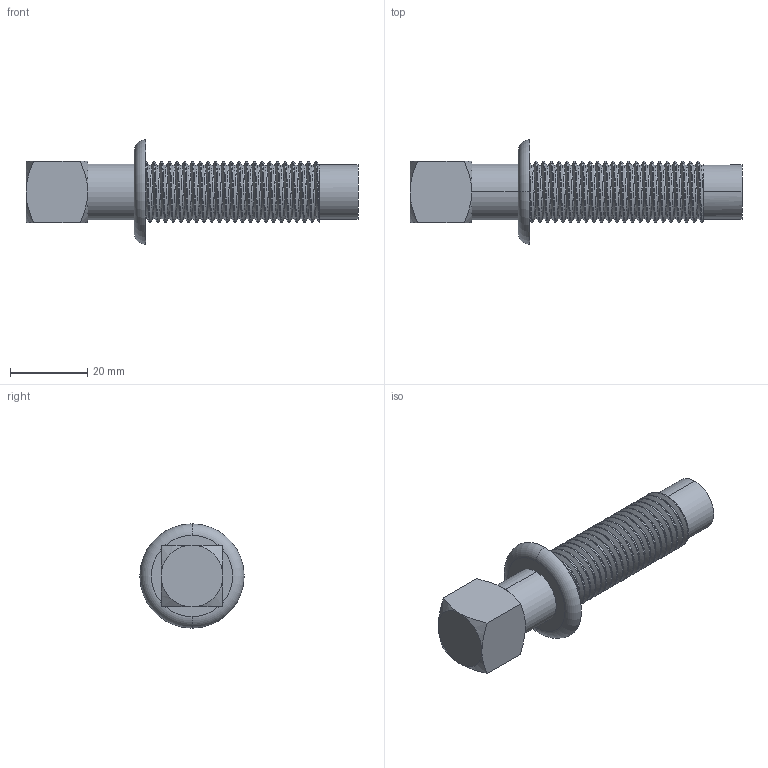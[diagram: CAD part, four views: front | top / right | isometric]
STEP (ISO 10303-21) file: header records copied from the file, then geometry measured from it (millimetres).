
FILE_DESCRIPTION (( 'STEP AP214' ), '1' );
FILE_NAME ('Tool Fixing Screw.STEP', '2025-02-16T00:54:00', ( '' ), ( '' ), 'SwSTEP 2.0', 'SolidWorks 2024', '' );
FILE_SCHEMA (( 'AUTOMOTIVE_DESIGN' ));
Length unit declared in the file: millimetre
Products named in the file (1): Tool Fixing Screw
Bounding box: 86 x 27 x 27 mm (x, y, z)
Volume: 16847.4 mm3; surface area: 6818.9 mm2
Topology: 1 solids, 1 shells, 74 faces, 196 edges, 127 vertices
Faces by surface type: cylinder 50, plane 11, cone 8, bspline 3, torus 2
Entity records: 7039 total; most frequent: CARTESIAN_POINT 5495, ORIENTED_EDGE 392, DIRECTION 249, EDGE_CURVE 196, VERTEX_POINT 127, AXIS2_PLACEMENT_3D 98, EDGE_LOOP 77, ADVANCED_FACE 74
